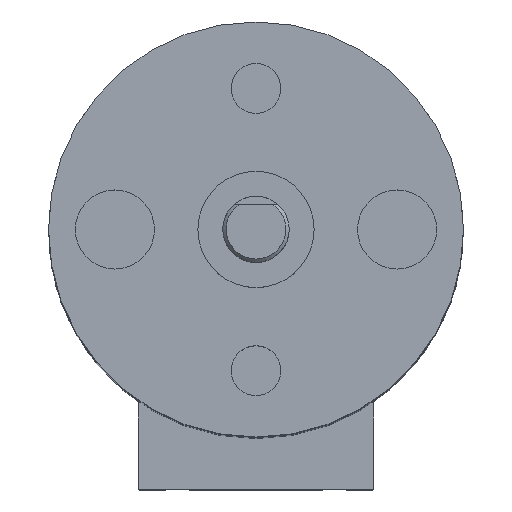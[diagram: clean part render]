
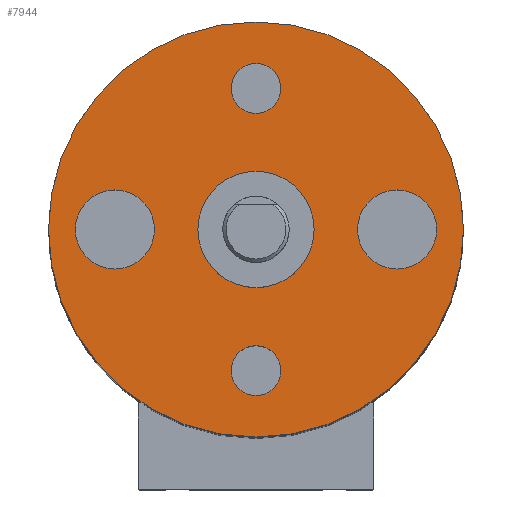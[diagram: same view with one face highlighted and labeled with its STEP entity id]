
A CAD part, top view. The second image highlights one B-rep face of the part: STEP entity #7944.
In plain terms, the highlighted planar face has unit normal (0, 0, 1).
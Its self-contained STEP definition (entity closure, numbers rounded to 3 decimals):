
#385=FACE_BOUND('',#3259,.T.);
#386=FACE_BOUND('',#3260,.T.);
#387=FACE_BOUND('',#3261,.T.);
#388=FACE_BOUND('',#3262,.T.);
#2429=PLANE('',#8626);
#2786=FACE_OUTER_BOUND('',#3258,.T.);
#3258=EDGE_LOOP('',(#5738));
#3259=EDGE_LOOP('',(#5739));
#3260=EDGE_LOOP('',(#5740));
#3261=EDGE_LOOP('',(#5741));
#3262=EDGE_LOOP('',(#5742));
#3733=CIRCLE('',#8592,2.381);
#3735=CIRCLE('',#8596,2.381);
#3737=CIRCLE('',#8600,1.5);
#3739=CIRCLE('',#8604,1.5);
#3750=CIRCLE('',#8625,12.5);
#3786=VERTEX_POINT('',#10851);
#3788=VERTEX_POINT('',#10858);
#3790=VERTEX_POINT('',#10865);
#3792=VERTEX_POINT('',#10872);
#3803=VERTEX_POINT('',#10909);
#4533=EDGE_CURVE('',#3786,#3786,#3733,.T.);
#4536=EDGE_CURVE('',#3788,#3788,#3735,.T.);
#4539=EDGE_CURVE('',#3790,#3790,#3737,.T.);
#4542=EDGE_CURVE('',#3792,#3792,#3739,.T.);
#4558=EDGE_CURVE('',#3803,#3803,#3750,.T.);
#5738=ORIENTED_EDGE('',*,*,#4558,.T.);
#5739=ORIENTED_EDGE('',*,*,#4533,.T.);
#5740=ORIENTED_EDGE('',*,*,#4536,.T.);
#5741=ORIENTED_EDGE('',*,*,#4539,.T.);
#5742=ORIENTED_EDGE('',*,*,#4542,.T.);
#7944=ADVANCED_FACE('',(#2786,#385,#386,#387,#388),#2429,.T.);
#8592=AXIS2_PLACEMENT_3D('',#10852,#9082,#9083);
#8596=AXIS2_PLACEMENT_3D('',#10859,#9091,#9092);
#8600=AXIS2_PLACEMENT_3D('',#10866,#9100,#9101);
#8604=AXIS2_PLACEMENT_3D('',#10873,#9109,#9110);
#8625=AXIS2_PLACEMENT_3D('',#10910,#9156,#9157);
#8626=AXIS2_PLACEMENT_3D('',#10912,#9159,#9160);
#9082=DIRECTION('center_axis',(0.,0.,-1.));
#9083=DIRECTION('ref_axis',(1.,0.,0.));
#9091=DIRECTION('center_axis',(0.,0.,-1.));
#9092=DIRECTION('ref_axis',(1.,0.,0.));
#9100=DIRECTION('center_axis',(0.,0.,-1.));
#9101=DIRECTION('ref_axis',(1.,0.,0.));
#9109=DIRECTION('center_axis',(0.,0.,-1.));
#9110=DIRECTION('ref_axis',(1.,0.,0.));
#9156=DIRECTION('center_axis',(0.,0.,1.));
#9157=DIRECTION('ref_axis',(1.,0.,0.));
#9159=DIRECTION('center_axis',(0.,0.,1.));
#9160=DIRECTION('ref_axis',(1.,0.,0.));
#10851=CARTESIAN_POINT('',(-10.881,0.,52.));
#10852=CARTESIAN_POINT('Origin',(-8.5,0.,52.));
#10858=CARTESIAN_POINT('',(6.119,0.,52.));
#10859=CARTESIAN_POINT('Origin',(8.5,0.,52.));
#10865=CARTESIAN_POINT('',(-1.5,8.5,52.));
#10866=CARTESIAN_POINT('Origin',(0.,8.5,52.));
#10872=CARTESIAN_POINT('',(-1.5,-8.5,52.));
#10873=CARTESIAN_POINT('Origin',(0.,-8.5,52.));
#10909=CARTESIAN_POINT('',(-12.5,0.,52.));
#10910=CARTESIAN_POINT('Origin',(0.,0.,52.));
#10912=CARTESIAN_POINT('Origin',(0.,0.,52.));
